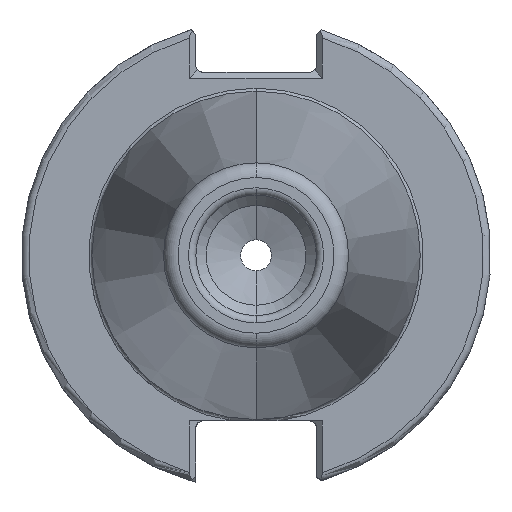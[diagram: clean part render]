
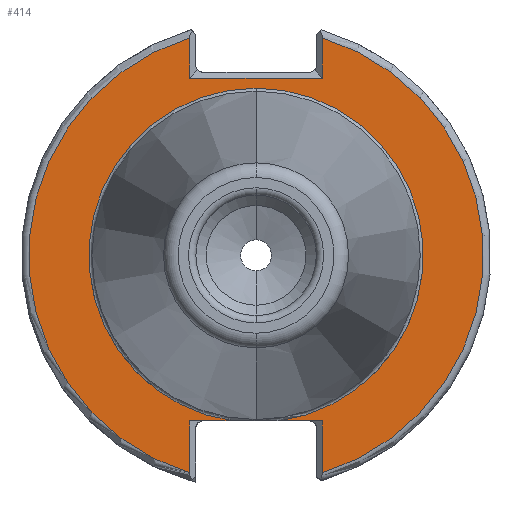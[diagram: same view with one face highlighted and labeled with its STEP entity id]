
A CAD part, left-side view. The second image highlights one B-rep face of the part: STEP entity #414.
In plain terms, the highlighted planar face has unit normal (-1, 0, 0).
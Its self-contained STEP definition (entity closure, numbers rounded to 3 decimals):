
#92 = EDGE_CURVE ( 'NONE', #3796, #1920, #2797, .T. ) ;
#123 = EDGE_CURVE ( 'NONE', #1920, #3100, #2675, .T. ) ;
#187 = EDGE_LOOP ( 'NONE', ( #3311, #3319, #3335, #3380, #3433, #3472, #3534, #3604, #3656, #3666, #3716 ) ) ;
#192 = CARTESIAN_POINT ( 'NONE',  ( -76.82, 8.99, 30.701 ) ) ;
#243 = VERTEX_POINT ( 'NONE', #646 ) ;
#300 = CARTESIAN_POINT ( 'NONE',  ( -76.82, 0., 22.625 ) ) ;
#360 = CIRCLE ( 'NONE', #2680, 22.625 ) ;
#387 = CARTESIAN_POINT ( 'NONE',  ( -76.82, 8.99, -29.433 ) ) ;
#414 = ADVANCED_FACE ( 'NONE', ( #2247 ), #3609, .F. ) ;
#491 = CARTESIAN_POINT ( 'NONE',  ( -76.82, 8.99, 24. ) ) ;
#522 = CARTESIAN_POINT ( 'NONE',  ( -76.82, -8.99, -29.433 ) ) ;
#646 = CARTESIAN_POINT ( 'NONE',  ( -76.82, 8.99, 29.433 ) ) ;
#810 = EDGE_CURVE ( 'NONE', #243, #4022, #1688, .T. ) ;
#812 = EDGE_CURVE ( 'NONE', #4022, #4038, #1737, .T. ) ;
#846 = DIRECTION ( 'NONE',  ( 0., -1., 0. ) ) ;
#870 = CARTESIAN_POINT ( 'NONE',  ( -76.82, -8.19, -22.41 ) ) ;
#871 = AXIS2_PLACEMENT_3D ( 'NONE', #2575, #2571, #2568 ) ;
#882 = EDGE_CURVE ( 'NONE', #3100, #4168, #1536, .T. ) ;
#934 = CARTESIAN_POINT ( 'NONE',  ( -76.82, -8.99, -22.41 ) ) ;
#1054 = DIRECTION ( 'NONE',  ( 0., 0., 1. ) ) ;
#1070 = DIRECTION ( 'NONE',  ( -1., 0., 0. ) ) ;
#1087 = CARTESIAN_POINT ( 'NONE',  ( -76.82, 0., 0. ) ) ;
#1532 = VECTOR ( 'NONE', #1567, 1000. ) ;
#1536 = LINE ( 'NONE', #1564, #1532 ) ;
#1564 = CARTESIAN_POINT ( 'NONE',  ( -76.82, 0., 24. ) ) ;
#1567 = DIRECTION ( 'NONE',  ( 0., 1., 0. ) ) ;
#1623 = CARTESIAN_POINT ( 'NONE',  ( -76.82, -3.112, -22.41 ) ) ;
#1677 = VECTOR ( 'NONE', #2055, 1000. ) ;
#1688 = CIRCLE ( 'NONE', #3824, 30.775 ) ;
#1737 = LINE ( 'NONE', #1905, #1677 ) ;
#1810 = DIRECTION ( 'NONE',  ( 0., 0., 1. ) ) ;
#1812 = DIRECTION ( 'NONE',  ( -1., 0., 0. ) ) ;
#1815 = CARTESIAN_POINT ( 'NONE',  ( -76.82, 0., 0. ) ) ;
#1854 = DIRECTION ( 'NONE',  ( 0., 0., -1. ) ) ;
#1859 = DIRECTION ( 'NONE',  ( -1., 0., 0. ) ) ;
#1864 = CARTESIAN_POINT ( 'NONE',  ( -76.82, 0., 0. ) ) ;
#1905 = CARTESIAN_POINT ( 'NONE',  ( -76.82, 8.99, 0. ) ) ;
#1920 = VERTEX_POINT ( 'NONE', #1966 ) ;
#1966 = CARTESIAN_POINT ( 'NONE',  ( -76.82, -8.99, 29.433 ) ) ;
#2020 = CARTESIAN_POINT ( 'NONE',  ( -76.82, -8.99, 24. ) ) ;
#2031 = EDGE_CURVE ( 'NONE', #3315, #3903, #360, .T. ) ;
#2055 = DIRECTION ( 'NONE',  ( 0., 0., 1. ) ) ;
#2247 = FACE_OUTER_BOUND ( 'NONE', #187, .T. ) ;
#2250 = AXIS2_PLACEMENT_3D ( 'NONE', #1815, #1812, #1810 ) ;
#2355 = CARTESIAN_POINT ( 'NONE',  ( -76.82, -8.99, 24.8 ) ) ;
#2373 = DIRECTION ( 'NONE',  ( 0., 0., -1. ) ) ;
#2568 = DIRECTION ( 'NONE',  ( 0., 0., -1. ) ) ;
#2571 = DIRECTION ( 'NONE',  ( -1., 0., 0. ) ) ;
#2575 = CARTESIAN_POINT ( 'NONE',  ( -76.82, 0., 0. ) ) ;
#2591 = CARTESIAN_POINT ( 'NONE',  ( -76.82, -8.99, 0. ) ) ;
#2635 = VECTOR ( 'NONE', #2373, 1000. ) ;
#2675 = LINE ( 'NONE', #2355, #2635 ) ;
#2680 = AXIS2_PLACEMENT_3D ( 'NONE', #1087, #1070, #1054 ) ;
#2735 = CARTESIAN_POINT ( 'NONE',  ( -76.82, 8.99, -22.41 ) ) ;
#2797 = CIRCLE ( 'NONE', #871, 30.775 ) ;
#2845 = CARTESIAN_POINT ( 'NONE',  ( -76.82, -8.19, -22.41 ) ) ;
#3046 = VECTOR ( 'NONE', #3971, 1000. ) ;
#3057 = LINE ( 'NONE', #2845, #3046 ) ;
#3085 = VECTOR ( 'NONE', #4131, 1000. ) ;
#3096 = LINE ( 'NONE', #192, #3085 ) ;
#3100 = VERTEX_POINT ( 'NONE', #2020 ) ;
#3165 = VECTOR ( 'NONE', #4150, 1000. ) ;
#3185 = LINE ( 'NONE', #2591, #3165 ) ;
#3207 = EDGE_CURVE ( 'NONE', #3903, #4039, #4044, .T. ) ;
#3311 = ORIENTED_EDGE ( 'NONE', *, *, #4321, .T. ) ;
#3315 = VERTEX_POINT ( 'NONE', #1623 ) ;
#3319 = ORIENTED_EDGE ( 'NONE', *, *, #810, .T. ) ;
#3335 = ORIENTED_EDGE ( 'NONE', *, *, #812, .T. ) ;
#3380 = ORIENTED_EDGE ( 'NONE', *, *, #4387, .T. ) ;
#3433 = ORIENTED_EDGE ( 'NONE', *, *, #3207, .F. ) ;
#3472 = ORIENTED_EDGE ( 'NONE', *, *, #2031, .F. ) ;
#3476 = DIRECTION ( 'NONE',  ( 0., 0., -1. ) ) ;
#3482 = DIRECTION ( 'NONE',  ( 1., 0., 0. ) ) ;
#3501 = CARTESIAN_POINT ( 'NONE',  ( -76.82, 0., 0. ) ) ;
#3534 = ORIENTED_EDGE ( 'NONE', *, *, #3689, .T. ) ;
#3604 = ORIENTED_EDGE ( 'NONE', *, *, #4163, .T. ) ;
#3609 = PLANE ( 'NONE',  #4274 ) ;
#3620 = VECTOR ( 'NONE', #846, 1000. ) ;
#3652 = VERTEX_POINT ( 'NONE', #934 ) ;
#3656 = ORIENTED_EDGE ( 'NONE', *, *, #92, .T. ) ;
#3666 = ORIENTED_EDGE ( 'NONE', *, *, #123, .T. ) ;
#3680 = LINE ( 'NONE', #870, #3620 ) ;
#3689 = EDGE_CURVE ( 'NONE', #3315, #3652, #3680, .T. ) ;
#3716 = ORIENTED_EDGE ( 'NONE', *, *, #882, .T. ) ;
#3796 = VERTEX_POINT ( 'NONE', #522 ) ;
#3821 = CARTESIAN_POINT ( 'NONE',  ( -76.82, 3.112, -22.41 ) ) ;
#3824 = AXIS2_PLACEMENT_3D ( 'NONE', #1864, #1859, #1854 ) ;
#3903 = VERTEX_POINT ( 'NONE', #300 ) ;
#3971 = DIRECTION ( 'NONE',  ( 0., -1., 0. ) ) ;
#4022 = VERTEX_POINT ( 'NONE', #387 ) ;
#4038 = VERTEX_POINT ( 'NONE', #2735 ) ;
#4039 = VERTEX_POINT ( 'NONE', #3821 ) ;
#4044 = CIRCLE ( 'NONE', #2250, 22.625 ) ;
#4131 = DIRECTION ( 'NONE',  ( 0., 0., 1. ) ) ;
#4150 = DIRECTION ( 'NONE',  ( 0., 0., -1. ) ) ;
#4163 = EDGE_CURVE ( 'NONE', #3652, #3796, #3185, .T. ) ;
#4168 = VERTEX_POINT ( 'NONE', #491 ) ;
#4274 = AXIS2_PLACEMENT_3D ( 'NONE', #3501, #3482, #3476 ) ;
#4321 = EDGE_CURVE ( 'NONE', #4168, #243, #3096, .T. ) ;
#4387 = EDGE_CURVE ( 'NONE', #4038, #4039, #3057, .T. ) ;
